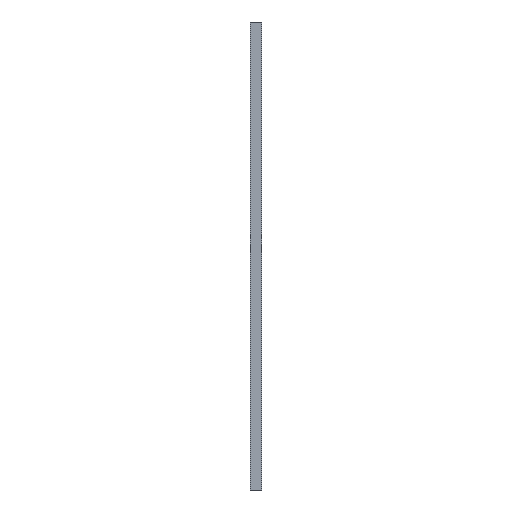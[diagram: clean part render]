
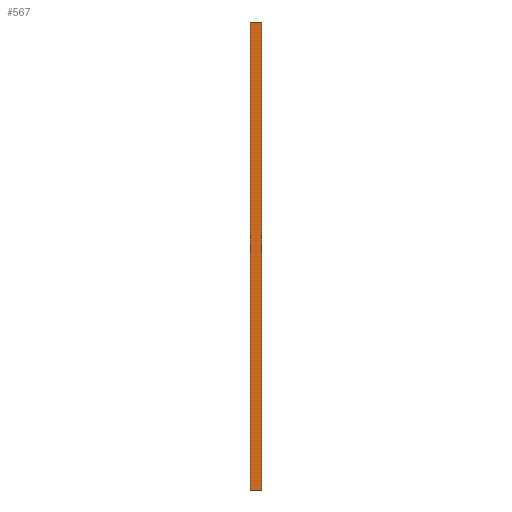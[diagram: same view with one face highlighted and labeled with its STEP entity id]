
A CAD part, left-side view. The second image highlights one B-rep face of the part: STEP entity #567.
In plain terms, the highlighted planar face has unit normal (-1, 0, 0).
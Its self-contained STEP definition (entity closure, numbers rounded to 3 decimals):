
#29 = LINE ( 'NONE', #655, #115 ) ;
#59 = EDGE_CURVE ( 'NONE', #860, #512, #29, .T. ) ;
#61 = DIRECTION ( 'NONE',  ( 0., -1., 0. ) ) ;
#102 = VECTOR ( 'NONE', #488, 1000. ) ;
#113 = CARTESIAN_POINT ( 'NONE',  ( -8., 73., -6000. ) ) ;
#115 = VECTOR ( 'NONE', #582, 1000. ) ;
#143 = VERTEX_POINT ( 'NONE', #729 ) ;
#184 = VECTOR ( 'NONE', #872, 1000. ) ;
#194 = VERTEX_POINT ( 'NONE', #715 ) ;
#196 = ORIENTED_EDGE ( 'NONE', *, *, #476, .F. ) ;
#198 = LINE ( 'NONE', #467, #873 ) ;
#213 = CARTESIAN_POINT ( 'NONE',  ( -8., -73., 0. ) ) ;
#344 = PLANE ( 'NONE',  #497 ) ;
#345 = CARTESIAN_POINT ( 'NONE',  ( -8., -73., -6000. ) ) ;
#366 = ORIENTED_EDGE ( 'NONE', *, *, #867, .F. ) ;
#396 = EDGE_LOOP ( 'NONE', ( #196, #366, #526, #480 ) ) ;
#407 = EDGE_CURVE ( 'NONE', #512, #143, #198, .T. ) ;
#420 = LINE ( 'NONE', #213, #102 ) ;
#467 = CARTESIAN_POINT ( 'NONE',  ( -8., -73., -6000. ) ) ;
#476 = EDGE_CURVE ( 'NONE', #194, #143, #420, .T. ) ;
#480 = ORIENTED_EDGE ( 'NONE', *, *, #407, .T. ) ;
#487 = CARTESIAN_POINT ( 'NONE',  ( -8., -73., -6000. ) ) ;
#488 = DIRECTION ( 'NONE',  ( 0., -1., 0. ) ) ;
#497 = AXIS2_PLACEMENT_3D ( 'NONE', #487, #629, #61 ) ;
#512 = VERTEX_POINT ( 'NONE', #345 ) ;
#526 = ORIENTED_EDGE ( 'NONE', *, *, #59, .T. ) ;
#567 = ADVANCED_FACE ( 'NONE', ( #890 ), #344, .T. ) ;
#582 = DIRECTION ( 'NONE',  ( 0., -1., 0. ) ) ;
#589 = CARTESIAN_POINT ( 'NONE',  ( -8., 73., -6000. ) ) ;
#629 = DIRECTION ( 'NONE',  ( -1., 0., 0. ) ) ;
#655 = CARTESIAN_POINT ( 'NONE',  ( -8., -73., -6000. ) ) ;
#715 = CARTESIAN_POINT ( 'NONE',  ( -8., 73., 0. ) ) ;
#729 = CARTESIAN_POINT ( 'NONE',  ( -8., -73., 0. ) ) ;
#754 = DIRECTION ( 'NONE',  ( 0., 0., 1. ) ) ;
#860 = VERTEX_POINT ( 'NONE', #113 ) ;
#867 = EDGE_CURVE ( 'NONE', #860, #194, #871, .T. ) ;
#871 = LINE ( 'NONE', #589, #184 ) ;
#872 = DIRECTION ( 'NONE',  ( 0., 0., 1. ) ) ;
#873 = VECTOR ( 'NONE', #754, 1000. ) ;
#890 = FACE_OUTER_BOUND ( 'NONE', #396, .T. ) ;
